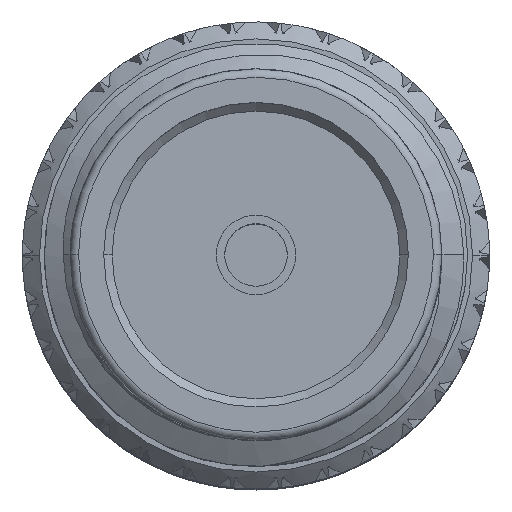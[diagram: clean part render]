
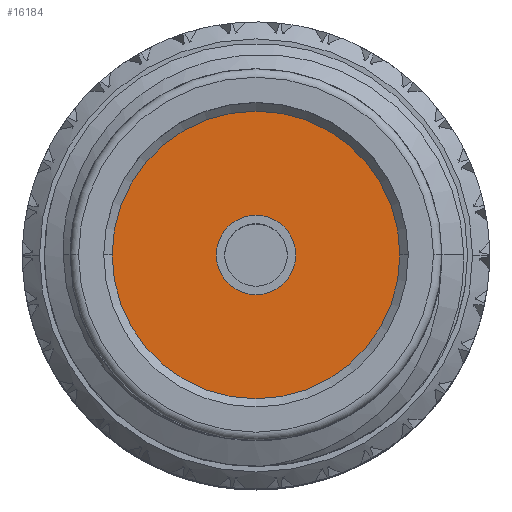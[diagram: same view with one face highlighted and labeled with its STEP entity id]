
A CAD part, top view. The second image highlights one B-rep face of the part: STEP entity #16184.
In plain terms, the highlighted planar face has unit normal (0, 0, 1).
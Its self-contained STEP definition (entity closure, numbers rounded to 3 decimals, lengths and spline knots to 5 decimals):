
#2090 = DIRECTION ( 'NONE',  ( 1., 0., 0. ) ) ;
#2926 = AXIS2_PLACEMENT_3D ( 'NONE', #35822, #28537, #16179 ) ;
#3227 = EDGE_CURVE ( 'NONE', #22834, #48966, #31318, .T. ) ;
#16179 = DIRECTION ( 'NONE',  ( 1., 0., 0. ) ) ;
#16184 = ADVANCED_FACE ( 'NONE', ( #34781, #17673 ), #80339, .T. ) ;
#17673 = FACE_OUTER_BOUND ( 'NONE', #33424, .T. ) ;
#19270 = AXIS2_PLACEMENT_3D ( 'NONE', #45631, #38314, #52384 ) ;
#19513 = EDGE_CURVE ( 'NONE', #43775, #59484, #32513, .T. ) ;
#21608 = CARTESIAN_POINT ( 'NONE',  ( 0., 0., 0.3625 ) ) ;
#22834 = VERTEX_POINT ( 'NONE', #34889 ) ;
#26011 = ORIENTED_EDGE ( 'NONE', *, *, #19513, .F. ) ;
#28246 = CARTESIAN_POINT ( 'NONE',  ( 0.0235, 0., 0.3625 ) ) ;
#28537 = DIRECTION ( 'NONE',  ( 0., 0., 1. ) ) ;
#29552 = DIRECTION ( 'NONE',  ( 1., 0., 0. ) ) ;
#31318 = CIRCLE ( 'NONE', #19270, 0.085 ) ;
#31457 = ORIENTED_EDGE ( 'NONE', *, *, #47882, .T. ) ;
#32396 = CIRCLE ( 'NONE', #56146, 0.085 ) ;
#32513 = CIRCLE ( 'NONE', #61827, 0.0235 ) ;
#33424 = EDGE_LOOP ( 'NONE', ( #60790, #31457 ) ) ;
#34781 = FACE_BOUND ( 'NONE', #64007, .T. ) ;
#34889 = CARTESIAN_POINT ( 'NONE',  ( 0.085, 0., 0.3625 ) ) ;
#35822 = CARTESIAN_POINT ( 'NONE',  ( 0., 0., 0.3625 ) ) ;
#38314 = DIRECTION ( 'NONE',  ( 0., 0., 1. ) ) ;
#40530 = DIRECTION ( 'NONE',  ( 0., 0., 1. ) ) ;
#42498 = CARTESIAN_POINT ( 'NONE',  ( -0.085, 0., 0.3625 ) ) ;
#43775 = VERTEX_POINT ( 'NONE', #28246 ) ;
#45631 = CARTESIAN_POINT ( 'NONE',  ( 0., 0., 0.3625 ) ) ;
#46327 = DIRECTION ( 'NONE',  ( 0., 0., 1. ) ) ;
#47112 = CARTESIAN_POINT ( 'NONE',  ( -0.0235, 0., 0.3625 ) ) ;
#47882 = EDGE_CURVE ( 'NONE', #48966, #22834, #32396, .T. ) ;
#48966 = VERTEX_POINT ( 'NONE', #42498 ) ;
#49005 = CIRCLE ( 'NONE', #54097, 0.0235 ) ;
#52384 = DIRECTION ( 'NONE',  ( 1., 0., 0. ) ) ;
#53769 = ORIENTED_EDGE ( 'NONE', *, *, #64613, .F. ) ;
#54097 = AXIS2_PLACEMENT_3D ( 'NONE', #56269, #74283, #29552 ) ;
#55759 = CARTESIAN_POINT ( 'NONE',  ( 0., 0., 0.3625 ) ) ;
#56146 = AXIS2_PLACEMENT_3D ( 'NONE', #21608, #46327, #72467 ) ;
#56269 = CARTESIAN_POINT ( 'NONE',  ( 0., 0., 0.3625 ) ) ;
#59484 = VERTEX_POINT ( 'NONE', #47112 ) ;
#60790 = ORIENTED_EDGE ( 'NONE', *, *, #3227, .T. ) ;
#61827 = AXIS2_PLACEMENT_3D ( 'NONE', #55759, #40530, #2090 ) ;
#64007 = EDGE_LOOP ( 'NONE', ( #26011, #53769 ) ) ;
#64613 = EDGE_CURVE ( 'NONE', #59484, #43775, #49005, .T. ) ;
#72467 = DIRECTION ( 'NONE',  ( 1., 0., 0. ) ) ;
#74283 = DIRECTION ( 'NONE',  ( 0., 0., 1. ) ) ;
#80339 = PLANE ( 'NONE',  #2926 ) ;
